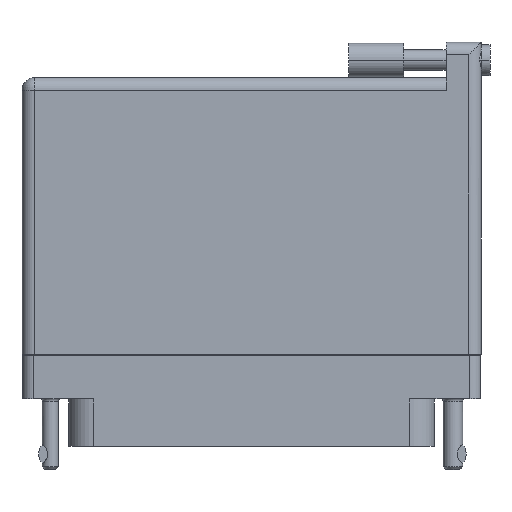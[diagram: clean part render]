
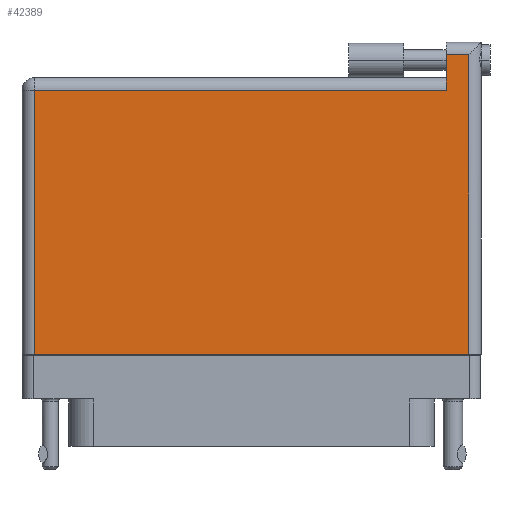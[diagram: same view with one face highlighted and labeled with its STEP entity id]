
A CAD part, front view. The second image highlights one B-rep face of the part: STEP entity #42389.
In plain terms, the highlighted face is planar.
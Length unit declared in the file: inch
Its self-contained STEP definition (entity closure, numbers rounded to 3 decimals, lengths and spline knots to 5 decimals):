
#278 = CARTESIAN_POINT ( 'NONE',  ( -1.3, 1.396, 0.4495 ) ) ;
#3594 = DIRECTION ( 'NONE',  ( 0., -1., 0. ) ) ;
#4436 = VECTOR ( 'NONE', #58654, 39.37008 ) ;
#6242 = ORIENTED_EDGE ( 'NONE', *, *, #43142, .T. ) ;
#9113 = PLANE ( 'NONE',  #34974 ) ;
#9385 = VERTEX_POINT ( 'NONE', #47772 ) ;
#9514 = CARTESIAN_POINT ( 'NONE',  ( -1.23, -0.1, 0.4495 ) ) ;
#9858 = EDGE_LOOP ( 'NONE', ( #50116, #12636, #6242, #12387, #20199, #32526 ) ) ;
#11380 = VECTOR ( 'NONE', #13122, 39.37008 ) ;
#12387 = ORIENTED_EDGE ( 'NONE', *, *, #39838, .T. ) ;
#12636 = ORIENTED_EDGE ( 'NONE', *, *, #14611, .T. ) ;
#13122 = DIRECTION ( 'NONE',  ( 0., 1., 0. ) ) ;
#13452 = CARTESIAN_POINT ( 'NONE',  ( -1.23, -0.1, 0.4495 ) ) ;
#13654 = CARTESIAN_POINT ( 'NONE',  ( -1.23, 1.396, 0.4495 ) ) ;
#13896 = EDGE_CURVE ( 'NONE', #32543, #17686, #28356, .T. ) ;
#14611 = EDGE_CURVE ( 'NONE', #20049, #9385, #55329, .T. ) ;
#16335 = VECTOR ( 'NONE', #3594, 39.37008 ) ;
#17686 = VERTEX_POINT ( 'NONE', #13654 ) ;
#19831 = CARTESIAN_POINT ( 'NONE',  ( 1.103, 1.596, 0.4495 ) ) ;
#20049 = VERTEX_POINT ( 'NONE', #21727 ) ;
#20138 = VECTOR ( 'NONE', #34663, 39.37008 ) ;
#20199 = ORIENTED_EDGE ( 'NONE', *, *, #13896, .T. ) ;
#21154 = VECTOR ( 'NONE', #33903, 39.37008 ) ;
#21727 = CARTESIAN_POINT ( 'NONE',  ( 1.23, -0.1, 0.4495 ) ) ;
#23170 = CARTESIAN_POINT ( 'NONE',  ( 1.103, 1.396, 0.4495 ) ) ;
#25422 = CARTESIAN_POINT ( 'NONE',  ( -1.3, -0.1, 0.4495 ) ) ;
#27356 = CARTESIAN_POINT ( 'NONE',  ( 1.103, 1.666, 0.4495 ) ) ;
#28356 = LINE ( 'NONE', #278, #21154 ) ;
#28554 = LINE ( 'NONE', #27356, #49649 ) ;
#29416 = LINE ( 'NONE', #25422, #20138 ) ;
#32265 = CARTESIAN_POINT ( 'NONE',  ( -1.3, 1.466, 0.4495 ) ) ;
#32526 = ORIENTED_EDGE ( 'NONE', *, *, #52104, .T. ) ;
#32543 = VERTEX_POINT ( 'NONE', #23170 ) ;
#33903 = DIRECTION ( 'NONE',  ( -1., 0., 0. ) ) ;
#34663 = DIRECTION ( 'NONE',  ( 1., 0., 0. ) ) ;
#34974 = AXIS2_PLACEMENT_3D ( 'NONE', #32265, #41214, #55361 ) ;
#39838 = EDGE_CURVE ( 'NONE', #52911, #32543, #28554, .T. ) ;
#39870 = LINE ( 'NONE', #49111, #4436 ) ;
#41214 = DIRECTION ( 'NONE',  ( 0., 0., -1. ) ) ;
#41725 = EDGE_CURVE ( 'NONE', #58439, #20049, #29416, .T. ) ;
#42113 = FACE_OUTER_BOUND ( 'NONE', #9858, .T. ) ;
#42389 = ADVANCED_FACE ( 'NONE', ( #42113 ), #9113, .F. ) ;
#43142 = EDGE_CURVE ( 'NONE', #9385, #52911, #39870, .T. ) ;
#45803 = CARTESIAN_POINT ( 'NONE',  ( 1.23, 1.666, 0.4495 ) ) ;
#47772 = CARTESIAN_POINT ( 'NONE',  ( 1.23, 1.596, 0.4495 ) ) ;
#49111 = CARTESIAN_POINT ( 'NONE',  ( -1.3, 1.596, 0.4495 ) ) ;
#49649 = VECTOR ( 'NONE', #51363, 39.37008 ) ;
#49846 = LINE ( 'NONE', #13452, #16335 ) ;
#50116 = ORIENTED_EDGE ( 'NONE', *, *, #41725, .T. ) ;
#51363 = DIRECTION ( 'NONE',  ( 0., -1., 0. ) ) ;
#52104 = EDGE_CURVE ( 'NONE', #17686, #58439, #49846, .T. ) ;
#52911 = VERTEX_POINT ( 'NONE', #19831 ) ;
#55329 = LINE ( 'NONE', #45803, #11380 ) ;
#55361 = DIRECTION ( 'NONE',  ( -1., 0., 0. ) ) ;
#58439 = VERTEX_POINT ( 'NONE', #9514 ) ;
#58654 = DIRECTION ( 'NONE',  ( -1., 0., 0. ) ) ;
